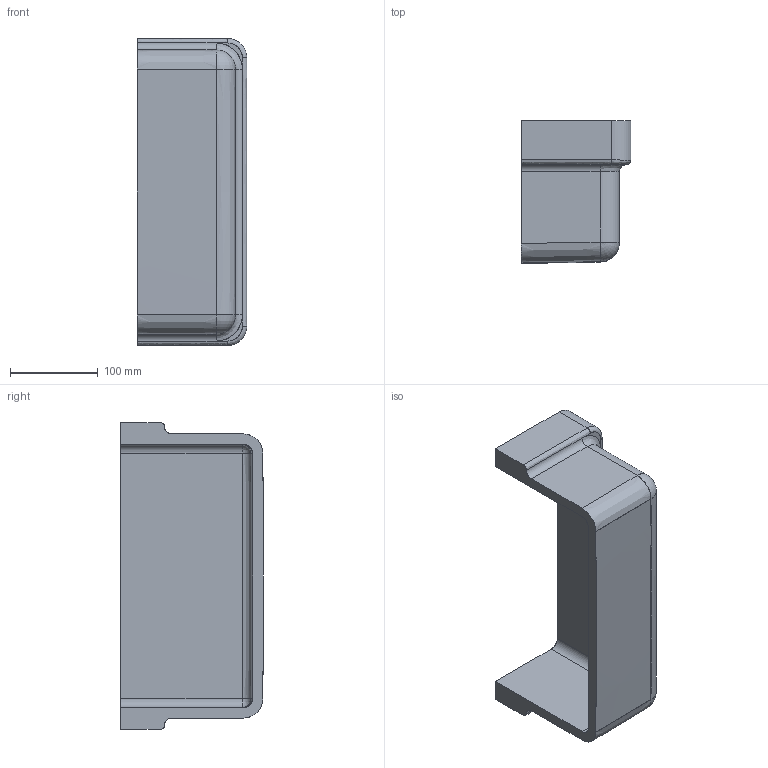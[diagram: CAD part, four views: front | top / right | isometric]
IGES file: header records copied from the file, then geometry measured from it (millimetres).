
Start section: SolidWorks IGES file using analytic representation for surfaces
Global section: file name: Joue_rect100_auge300.IGS; native system: SolidWorks 2018; preprocessor: SolidWorks 2018; author: thibaut.schmitt; date: 200514.103440; units: millimetre
Bounding box: 125 x 162.67 x 350 mm (x, y, z)
Surface area: 246536.5 mm2 (no closed solid volume)
Topology: 0 solids, 0 shells, 41 faces, 460 edges, 459 vertices
Faces by surface type: bspline 23, revolution 18
